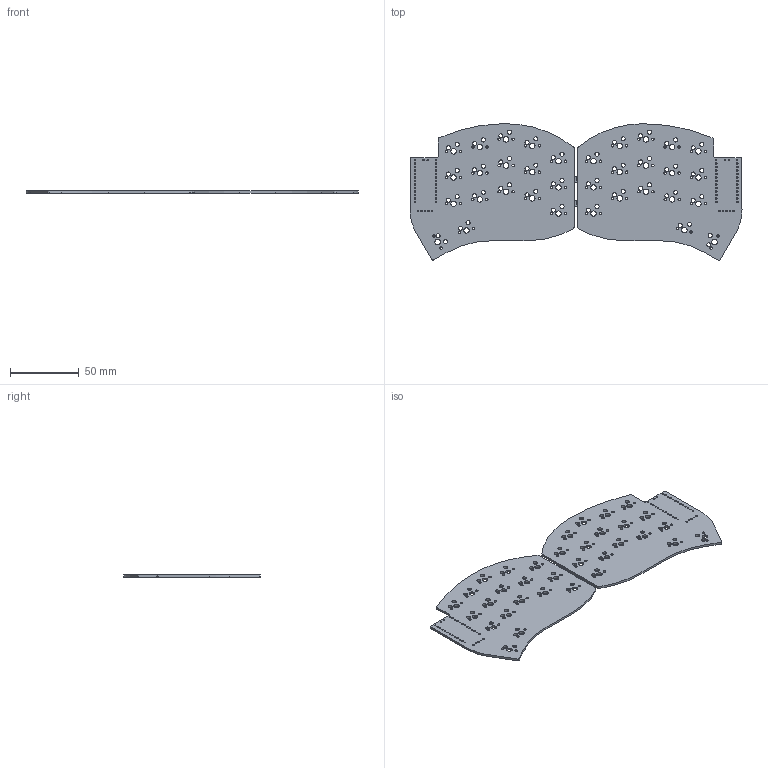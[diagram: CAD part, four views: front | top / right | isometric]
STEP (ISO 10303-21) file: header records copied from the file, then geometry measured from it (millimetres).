
FILE_DESCRIPTION(('KiCad electronic assembly'),'2;1');
FILE_NAME('ursa.step','2023-02-10T20:39:28',('Pcbnew'),('Kicad'), 'Open CASCADE STEP processor 7.5','KiCad to STEP converter','Unknown' );
FILE_SCHEMA(('AUTOMOTIVE_DESIGN { 1 0 10303 214 1 1 1 1 }'));
Length unit declared in the file: millimetre
Products named in the file (2): ursa 1; ursa PCB
Assembly tree (1 placements, depth 2):
  ursa 1
    ursa PCB
Bounding box: 241.17 x 99.24 x 1.6 mm (x, y, z)
Volume: 28016.3 mm3; surface area: 38938.6 mm2
Topology: 1 solids, 1 shells, 310 faces, 924 edges, 616 vertices
Faces by surface type: cylinder 282, plane 28
Full cylindrical faces by diameter (mm): 0.5 x20, 0.813 x4, 0.85 x4, 1.092 x58, 1.75 x68, 3 x68, 3.988 x34
Entity records: 25531 total; most frequent: CARTESIAN_POINT 7084, DIRECTION 3396, ORIENTED_EDGE 1848, PCURVE 1848, DEFINITIONAL_REPRESENTATION 1848, LINE 1644, VECTOR 1644, EDGE_CURVE 924
